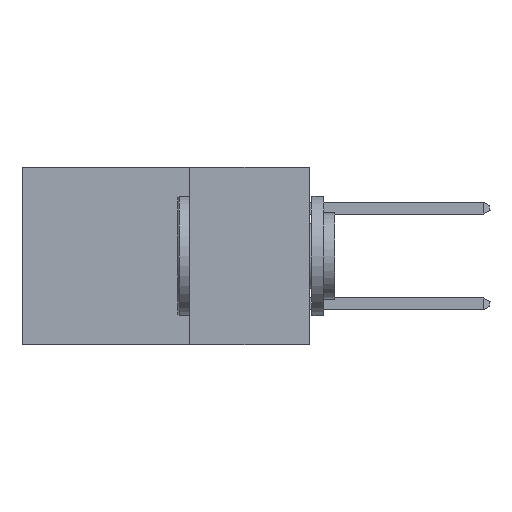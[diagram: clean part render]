
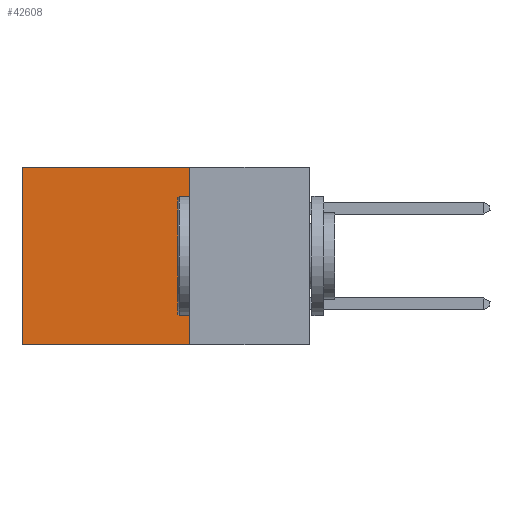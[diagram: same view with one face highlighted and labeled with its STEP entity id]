
A CAD part, left-side view. The second image highlights one B-rep face of the part: STEP entity #42608.
In plain terms, the highlighted planar face has unit normal (-1, 0, 0).
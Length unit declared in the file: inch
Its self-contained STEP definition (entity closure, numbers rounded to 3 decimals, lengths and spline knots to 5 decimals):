
#1569 = DIRECTION ( 'NONE',  ( 0., 1., 0. ) ) ;
#1704 = CARTESIAN_POINT ( 'NONE',  ( 0.2875, 0.25, -0.37 ) ) ;
#4308 = CARTESIAN_POINT ( 'NONE',  ( 0.2875, 0.25, 0. ) ) ;
#4375 = DIRECTION ( 'NONE',  ( 1., 0., 0. ) ) ;
#7136 = ORIENTED_EDGE ( 'NONE', *, *, #9762, .F. ) ;
#9052 = DIRECTION ( 'NONE',  ( 0., 0., -1. ) ) ;
#9337 = ORIENTED_EDGE ( 'NONE', *, *, #10416, .T. ) ;
#9762 = EDGE_CURVE ( 'NONE', #19058, #38360, #36886, .T. ) ;
#10416 = EDGE_CURVE ( 'NONE', #22569, #30336, #41181, .T. ) ;
#10425 = VECTOR ( 'NONE', #1569, 39.37008 ) ;
#10897 = DIRECTION ( 'NONE',  ( 0., 1., 0. ) ) ;
#11755 = AXIS2_PLACEMENT_3D ( 'NONE', #31868, #4375, #25248 ) ;
#14998 = CARTESIAN_POINT ( 'NONE',  ( 0.2875, 0.6, -0.37 ) ) ;
#15014 = VECTOR ( 'NONE', #21137, 39.37008 ) ;
#15529 = FACE_OUTER_BOUND ( 'NONE', #35625, .T. ) ;
#16862 = VECTOR ( 'NONE', #9052, 39.37008 ) ;
#16958 = EDGE_CURVE ( 'NONE', #22569, #19058, #31170, .T. ) ;
#18544 = CARTESIAN_POINT ( 'NONE',  ( 0.2875, 0.25, 0. ) ) ;
#19058 = VERTEX_POINT ( 'NONE', #1704 ) ;
#19200 = CARTESIAN_POINT ( 'NONE',  ( 0.2875, 0.6, 0. ) ) ;
#19651 = ORIENTED_EDGE ( 'NONE', *, *, #21861, .T. ) ;
#21137 = DIRECTION ( 'NONE',  ( 0., 0., -1. ) ) ;
#21861 = EDGE_CURVE ( 'NONE', #30336, #38360, #35717, .T. ) ;
#22569 = VERTEX_POINT ( 'NONE', #18544 ) ;
#25248 = DIRECTION ( 'NONE',  ( 0., 0., -1. ) ) ;
#28228 = ORIENTED_EDGE ( 'NONE', *, *, #16958, .F. ) ;
#29370 = VECTOR ( 'NONE', #10897, 39.37008 ) ;
#30336 = VERTEX_POINT ( 'NONE', #38434 ) ;
#31170 = LINE ( 'NONE', #4308, #15014 ) ;
#31868 = CARTESIAN_POINT ( 'NONE',  ( 0.2875, 0.25, 0. ) ) ;
#35625 = EDGE_LOOP ( 'NONE', ( #19651, #7136, #28228, #9337 ) ) ;
#35717 = LINE ( 'NONE', #19200, #16862 ) ;
#36886 = LINE ( 'NONE', #38283, #29370 ) ;
#38283 = CARTESIAN_POINT ( 'NONE',  ( 0.2875, 0.25, -0.37 ) ) ;
#38360 = VERTEX_POINT ( 'NONE', #14998 ) ;
#38434 = CARTESIAN_POINT ( 'NONE',  ( 0.2875, 0.6, 0. ) ) ;
#38765 = PLANE ( 'NONE',  #11755 ) ;
#39850 = CARTESIAN_POINT ( 'NONE',  ( 0.2875, 0.25, 0. ) ) ;
#41181 = LINE ( 'NONE', #39850, #10425 ) ;
#42608 = ADVANCED_FACE ( 'NONE', ( #15529 ), #38765, .F. ) ;
